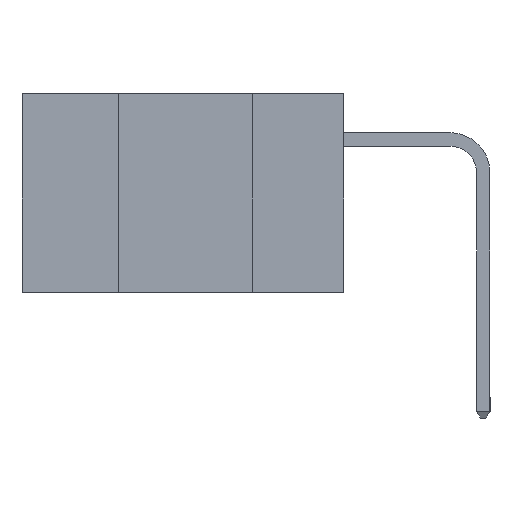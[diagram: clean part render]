
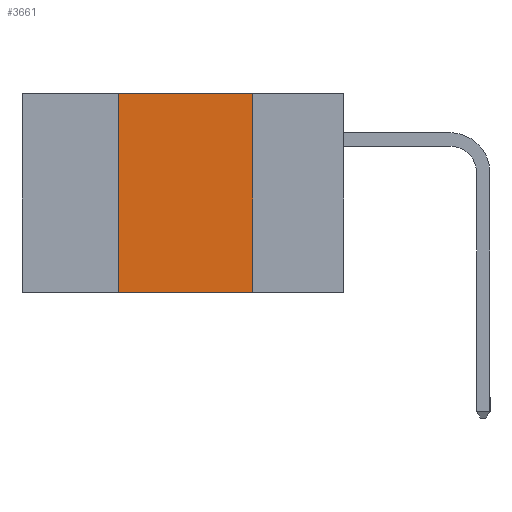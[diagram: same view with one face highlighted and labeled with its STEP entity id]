
A CAD part, left-side view. The second image highlights one B-rep face of the part: STEP entity #3661.
In plain terms, the highlighted planar face has unit normal (-1, 0, 0).
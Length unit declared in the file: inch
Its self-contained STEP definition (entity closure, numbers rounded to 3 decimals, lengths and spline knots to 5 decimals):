
#556 = VERTEX_POINT ( 'NONE', #19657 ) ;
#710 = VECTOR ( 'NONE', #19215, 39.37008 ) ;
#773 = VERTEX_POINT ( 'NONE', #4922 ) ;
#1249 = LINE ( 'NONE', #19260, #710 ) ;
#1363 = EDGE_CURVE ( 'NONE', #10348, #556, #17224, .T. ) ;
#1379 = ORIENTED_EDGE ( 'NONE', *, *, #1363, .F. ) ;
#1398 = LINE ( 'NONE', #5399, #19227 ) ;
#3661 = ADVANCED_FACE ( 'NONE', ( #6746 ), #18350, .F. ) ;
#3775 = ORIENTED_EDGE ( 'NONE', *, *, #17665, .T. ) ;
#4922 = CARTESIAN_POINT ( 'NONE',  ( 0., 0.42, 0. ) ) ;
#5399 = CARTESIAN_POINT ( 'NONE',  ( 0., 0.6, 0. ) ) ;
#5528 = LINE ( 'NONE', #20110, #6073 ) ;
#6073 = VECTOR ( 'NONE', #8595, 39.37008 ) ;
#6387 = EDGE_CURVE ( 'NONE', #18947, #773, #1249, .T. ) ;
#6746 = FACE_OUTER_BOUND ( 'NONE', #12266, .T. ) ;
#7016 = CARTESIAN_POINT ( 'NONE',  ( 0., 0.42, -0.37 ) ) ;
#8595 = DIRECTION ( 'NONE',  ( 0., -1., 0. ) ) ;
#10197 = DIRECTION ( 'NONE',  ( 0., 0., -1. ) ) ;
#10348 = VERTEX_POINT ( 'NONE', #19453 ) ;
#10523 = CARTESIAN_POINT ( 'NONE',  ( 0., 0.17, -0.37 ) ) ;
#12266 = EDGE_LOOP ( 'NONE', ( #1379, #17116, #17627, #3775 ) ) ;
#12325 = VECTOR ( 'NONE', #10197, 39.37008 ) ;
#16151 = AXIS2_PLACEMENT_3D ( 'NONE', #18352, #18524, #18491 ) ;
#17064 = DIRECTION ( 'NONE',  ( 0., -1., 0. ) ) ;
#17116 = ORIENTED_EDGE ( 'NONE', *, *, #21350, .F. ) ;
#17224 = LINE ( 'NONE', #10523, #12325 ) ;
#17627 = ORIENTED_EDGE ( 'NONE', *, *, #6387, .F. ) ;
#17665 = EDGE_CURVE ( 'NONE', #18947, #556, #5528, .T. ) ;
#18350 = PLANE ( 'NONE',  #16151 ) ;
#18352 = CARTESIAN_POINT ( 'NONE',  ( 0., 0.6, 0. ) ) ;
#18491 = DIRECTION ( 'NONE',  ( 0., 0., -1. ) ) ;
#18524 = DIRECTION ( 'NONE',  ( 1., 0., 0. ) ) ;
#18947 = VERTEX_POINT ( 'NONE', #7016 ) ;
#19215 = DIRECTION ( 'NONE',  ( 0., 0., 1. ) ) ;
#19227 = VECTOR ( 'NONE', #17064, 39.37008 ) ;
#19260 = CARTESIAN_POINT ( 'NONE',  ( 0., 0.42, -0.37 ) ) ;
#19453 = CARTESIAN_POINT ( 'NONE',  ( 0., 0.17, 0. ) ) ;
#19657 = CARTESIAN_POINT ( 'NONE',  ( 0., 0.17, -0.37 ) ) ;
#20110 = CARTESIAN_POINT ( 'NONE',  ( 0., 0.6, -0.37 ) ) ;
#21350 = EDGE_CURVE ( 'NONE', #773, #10348, #1398, .T. ) ;
